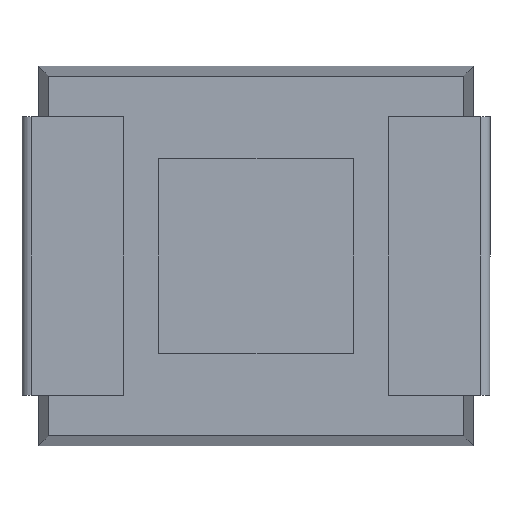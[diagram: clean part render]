
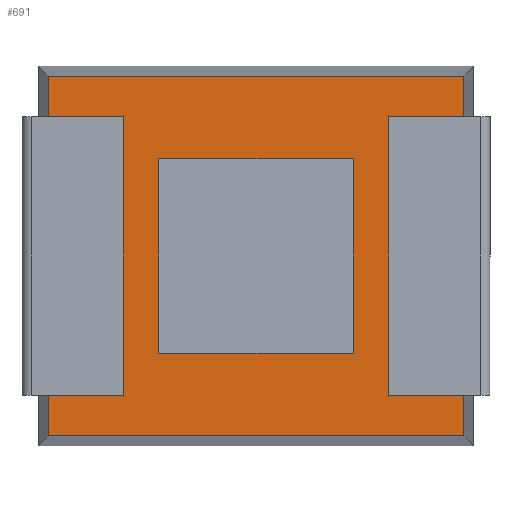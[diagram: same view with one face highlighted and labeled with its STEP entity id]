
A CAD part, front view. The second image highlights one B-rep face of the part: STEP entity #691.
In plain terms, the highlighted planar face has unit normal (0, -1, 0).
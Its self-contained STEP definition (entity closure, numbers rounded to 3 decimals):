
#26 = VECTOR ( 'NONE', #1064, 1000. ) ;
#82 = LINE ( 'NONE', #1379, #466 ) ;
#90 = EDGE_CURVE ( 'NONE', #921, #763, #1401, .T. ) ;
#124 = LINE ( 'NONE', #276, #26 ) ;
#141 = CARTESIAN_POINT ( 'NONE',  ( 0.079, 0., -0.079 ) ) ;
#159 = FACE_OUTER_BOUND ( 'NONE', #373, .T. ) ;
#164 = VERTEX_POINT ( 'NONE', #572 ) ;
#181 = VERTEX_POINT ( 'NONE', #1255 ) ;
#199 = ORIENTED_EDGE ( 'NONE', *, *, #1159, .F. ) ;
#214 = EDGE_CURVE ( 'NONE', #970, #921, #654, .T. ) ;
#228 = ORIENTED_EDGE ( 'NONE', *, *, #90, .F. ) ;
#255 = VERTEX_POINT ( 'NONE', #826 ) ;
#276 = CARTESIAN_POINT ( 'NONE',  ( 0.95, 0., -0.73 ) ) ;
#291 = DIRECTION ( 'NONE',  ( 1., 0., 0. ) ) ;
#320 = CARTESIAN_POINT ( 'NONE',  ( 3.361, 0., -2.921 ) ) ;
#352 = DIRECTION ( 'NONE',  ( 0., 0., 1. ) ) ;
#373 = EDGE_LOOP ( 'NONE', ( #228, #573, #680, #480 ) ) ;
#388 = ORIENTED_EDGE ( 'NONE', *, *, #861, .F. ) ;
#424 = VERTEX_POINT ( 'NONE', #906 ) ;
#436 = FACE_BOUND ( 'NONE', #1065, .T. ) ;
#451 = CARTESIAN_POINT ( 'NONE',  ( 3.361, 0., 0. ) ) ;
#466 = VECTOR ( 'NONE', #911, 1000. ) ;
#480 = ORIENTED_EDGE ( 'NONE', *, *, #1310, .F. ) ;
#511 = LINE ( 'NONE', #1326, #885 ) ;
#523 = EDGE_CURVE ( 'NONE', #424, #970, #532, .T. ) ;
#532 = LINE ( 'NONE', #451, #968 ) ;
#547 = DIRECTION ( 'NONE',  ( 0., 0., -1. ) ) ;
#559 = ORIENTED_EDGE ( 'NONE', *, *, #874, .F. ) ;
#572 = CARTESIAN_POINT ( 'NONE',  ( 0.95, 0., -0.73 ) ) ;
#573 = ORIENTED_EDGE ( 'NONE', *, *, #214, .F. ) ;
#580 = CARTESIAN_POINT ( 'NONE',  ( 0.079, 0., 0. ) ) ;
#637 = VECTOR ( 'NONE', #881, 1000. ) ;
#654 = LINE ( 'NONE', #1138, #1108 ) ;
#664 = EDGE_CURVE ( 'NONE', #164, #1267, #511, .T. ) ;
#672 = VECTOR ( 'NONE', #352, 1000. ) ;
#680 = ORIENTED_EDGE ( 'NONE', *, *, #523, .F. ) ;
#691 = ADVANCED_FACE ( 'NONE', ( #159, #436 ), #981, .T. ) ;
#709 = CARTESIAN_POINT ( 'NONE',  ( 2.49, 0., -0.73 ) ) ;
#719 = LINE ( 'NONE', #762, #1459 ) ;
#724 = LINE ( 'NONE', #709, #637 ) ;
#728 = CARTESIAN_POINT ( 'NONE',  ( 0.079, 0., -2.921 ) ) ;
#762 = CARTESIAN_POINT ( 'NONE',  ( 0.95, 0., -2.27 ) ) ;
#763 = VERTEX_POINT ( 'NONE', #141 ) ;
#771 = DIRECTION ( 'NONE',  ( 0., 0., -1. ) ) ;
#776 = ORIENTED_EDGE ( 'NONE', *, *, #664, .F. ) ;
#826 = CARTESIAN_POINT ( 'NONE',  ( 2.49, 0., -2.27 ) ) ;
#861 = EDGE_CURVE ( 'NONE', #255, #181, #724, .T. ) ;
#874 = EDGE_CURVE ( 'NONE', #181, #164, #124, .T. ) ;
#881 = DIRECTION ( 'NONE',  ( 0., 0., 1. ) ) ;
#885 = VECTOR ( 'NONE', #547, 1000. ) ;
#906 = CARTESIAN_POINT ( 'NONE',  ( 3.361, 0., -0.079 ) ) ;
#911 = DIRECTION ( 'NONE',  ( 1., 0., 0. ) ) ;
#921 = VERTEX_POINT ( 'NONE', #728 ) ;
#968 = VECTOR ( 'NONE', #1378, 1000. ) ;
#970 = VERTEX_POINT ( 'NONE', #320 ) ;
#981 = PLANE ( 'NONE',  #1058 ) ;
#1058 = AXIS2_PLACEMENT_3D ( 'NONE', #1110, #1347, #771 ) ;
#1064 = DIRECTION ( 'NONE',  ( -1., 0., 0. ) ) ;
#1065 = EDGE_LOOP ( 'NONE', ( #559, #388, #199, #776 ) ) ;
#1108 = VECTOR ( 'NONE', #1284, 1000. ) ;
#1110 = CARTESIAN_POINT ( 'NONE',  ( 0., 0., 0. ) ) ;
#1138 = CARTESIAN_POINT ( 'NONE',  ( 0., 0., -2.921 ) ) ;
#1159 = EDGE_CURVE ( 'NONE', #1267, #255, #719, .T. ) ;
#1215 = CARTESIAN_POINT ( 'NONE',  ( 0.95, 0., -2.27 ) ) ;
#1255 = CARTESIAN_POINT ( 'NONE',  ( 2.49, 0., -0.73 ) ) ;
#1267 = VERTEX_POINT ( 'NONE', #1215 ) ;
#1284 = DIRECTION ( 'NONE',  ( -1., 0., 0. ) ) ;
#1310 = EDGE_CURVE ( 'NONE', #763, #424, #82, .T. ) ;
#1326 = CARTESIAN_POINT ( 'NONE',  ( 0.95, 0., -0.73 ) ) ;
#1347 = DIRECTION ( 'NONE',  ( 0., -1., 0. ) ) ;
#1378 = DIRECTION ( 'NONE',  ( 0., 0., -1. ) ) ;
#1379 = CARTESIAN_POINT ( 'NONE',  ( 0., 0., -0.079 ) ) ;
#1401 = LINE ( 'NONE', #580, #672 ) ;
#1459 = VECTOR ( 'NONE', #291, 1000. ) ;
